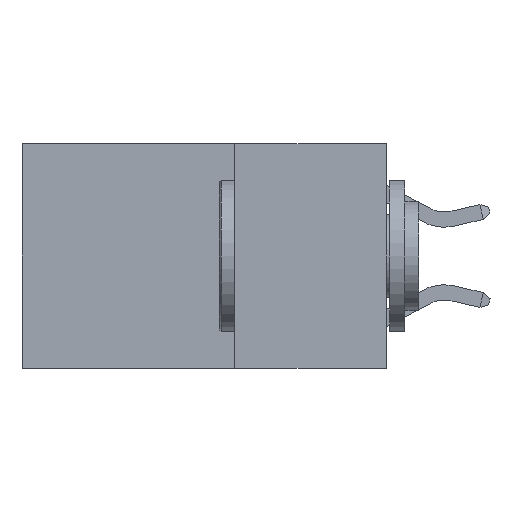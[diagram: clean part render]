
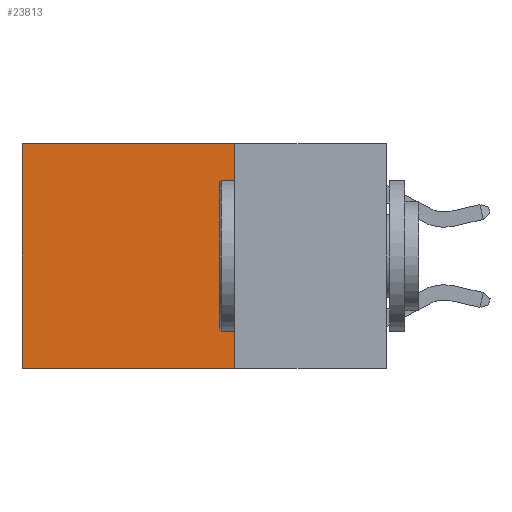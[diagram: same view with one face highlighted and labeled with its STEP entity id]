
A CAD part, left-side view. The second image highlights one B-rep face of the part: STEP entity #23813.
In plain terms, the highlighted planar face has unit normal (-1, 0, 0).
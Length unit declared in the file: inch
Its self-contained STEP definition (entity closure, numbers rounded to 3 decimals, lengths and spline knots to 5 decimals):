
#2337 = AXIS2_PLACEMENT_3D ( 'NONE', #17343, #5840, #21962 ) ;
#2343 = FACE_OUTER_BOUND ( 'NONE', #20808, .T. ) ;
#2830 = CARTESIAN_POINT ( 'NONE',  ( 0.2625, 0.25, 0. ) ) ;
#5076 = ORIENTED_EDGE ( 'NONE', *, *, #22422, .F. ) ;
#5161 = VECTOR ( 'NONE', #16757, 39.37008 ) ;
#5840 = DIRECTION ( 'NONE',  ( 1., 0., 0. ) ) ;
#7709 = LINE ( 'NONE', #14124, #13119 ) ;
#9817 = EDGE_CURVE ( 'NONE', #25112, #15197, #7709, .T. ) ;
#9941 = CARTESIAN_POINT ( 'NONE',  ( 0.2625, 0.6, -0.37 ) ) ;
#10379 = ORIENTED_EDGE ( 'NONE', *, *, #9817, .F. ) ;
#11326 = LINE ( 'NONE', #2830, #5161 ) ;
#11559 = CARTESIAN_POINT ( 'NONE',  ( 0.2625, 0.6, 0. ) ) ;
#13083 = EDGE_CURVE ( 'NONE', #28446, #15197, #15482, .T. ) ;
#13119 = VECTOR ( 'NONE', #21104, 39.37008 ) ;
#14124 = CARTESIAN_POINT ( 'NONE',  ( 0.2625, 0.25, -0.37 ) ) ;
#14397 = VERTEX_POINT ( 'NONE', #18361 ) ;
#14581 = CARTESIAN_POINT ( 'NONE',  ( 0.2625, 0.25, 0. ) ) ;
#15197 = VERTEX_POINT ( 'NONE', #9941 ) ;
#15412 = LINE ( 'NONE', #14581, #21557 ) ;
#15482 = LINE ( 'NONE', #11559, #20916 ) ;
#16757 = DIRECTION ( 'NONE',  ( 0., 1., 0. ) ) ;
#17343 = CARTESIAN_POINT ( 'NONE',  ( 0.2625, 0.25, 0. ) ) ;
#17414 = EDGE_CURVE ( 'NONE', #14397, #28446, #11326, .T. ) ;
#17471 = CARTESIAN_POINT ( 'NONE',  ( 0.2625, 0.25, -0.37 ) ) ;
#18361 = CARTESIAN_POINT ( 'NONE',  ( 0.2625, 0.25, 0. ) ) ;
#20808 = EDGE_LOOP ( 'NONE', ( #23832, #10379, #5076, #26620 ) ) ;
#20916 = VECTOR ( 'NONE', #23067, 39.37008 ) ;
#21104 = DIRECTION ( 'NONE',  ( 0., 1., 0. ) ) ;
#21557 = VECTOR ( 'NONE', #28370, 39.37008 ) ;
#21962 = DIRECTION ( 'NONE',  ( 0., 0., -1. ) ) ;
#22069 = CARTESIAN_POINT ( 'NONE',  ( 0.2625, 0.6, 0. ) ) ;
#22422 = EDGE_CURVE ( 'NONE', #14397, #25112, #15412, .T. ) ;
#23067 = DIRECTION ( 'NONE',  ( 0., 0., -1. ) ) ;
#23813 = ADVANCED_FACE ( 'NONE', ( #2343 ), #26493, .F. ) ;
#23832 = ORIENTED_EDGE ( 'NONE', *, *, #13083, .T. ) ;
#25112 = VERTEX_POINT ( 'NONE', #17471 ) ;
#26493 = PLANE ( 'NONE',  #2337 ) ;
#26620 = ORIENTED_EDGE ( 'NONE', *, *, #17414, .T. ) ;
#28370 = DIRECTION ( 'NONE',  ( 0., 0., -1. ) ) ;
#28446 = VERTEX_POINT ( 'NONE', #22069 ) ;
